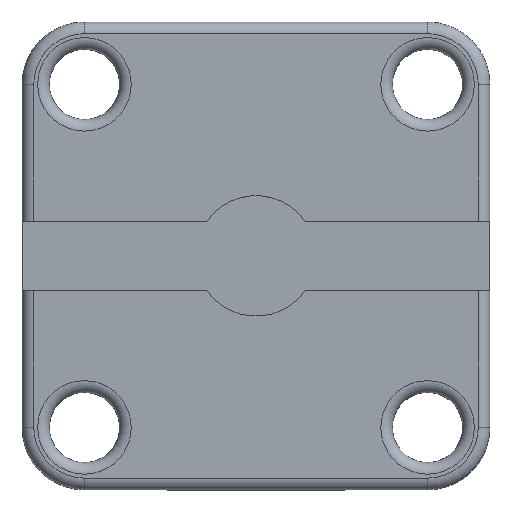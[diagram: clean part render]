
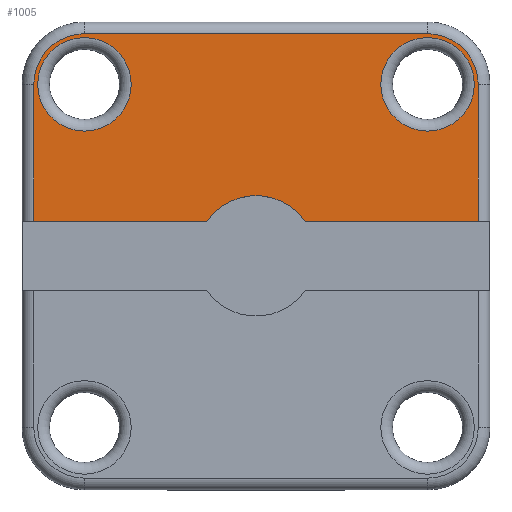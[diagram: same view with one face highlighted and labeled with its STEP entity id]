
A CAD part, top view. The second image highlights one B-rep face of the part: STEP entity #1005.
In plain terms, the highlighted planar face has unit normal (0, 0, 1).
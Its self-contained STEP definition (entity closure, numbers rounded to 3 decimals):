
#31=FACE_BOUND('',#132,.T.);
#32=FACE_BOUND('',#133,.T.);
#74=FACE_OUTER_BOUND('',#131,.T.);
#131=EDGE_LOOP('',(#715,#716,#717,#718,#719,#720,#721,#722));
#132=EDGE_LOOP('',(#723));
#133=EDGE_LOOP('',(#724));
#184=LINE('',#1525,#265);
#185=LINE('',#1531,#266);
#198=LINE('',#1570,#279);
#202=LINE('',#1588,#283);
#203=LINE('',#1592,#284);
#265=VECTOR('',#1195,10.);
#266=VECTOR('',#1200,10.);
#279=VECTOR('',#1241,10.);
#283=VECTOR('',#1259,10.);
#284=VECTOR('',#1262,10.);
#346=CIRCLE('',#1069,2.575);
#358=CIRCLE('',#1089,2.167);
#359=CIRCLE('',#1090,2.167);
#360=CIRCLE('',#1091,2.);
#361=CIRCLE('',#1092,2.);
#413=VERTEX_POINT('',#1519);
#415=VERTEX_POINT('',#1523);
#416=VERTEX_POINT('',#1527);
#418=VERTEX_POINT('',#1530);
#430=VERTEX_POINT('',#1569);
#437=VERTEX_POINT('',#1587);
#438=VERTEX_POINT('',#1589);
#439=VERTEX_POINT('',#1591);
#440=VERTEX_POINT('',#1594);
#441=VERTEX_POINT('',#1596);
#513=EDGE_CURVE('',#413,#415,#184,.T.);
#515=EDGE_CURVE('',#418,#416,#185,.T.);
#518=EDGE_CURVE('',#415,#418,#346,.T.);
#535=EDGE_CURVE('',#413,#430,#198,.T.);
#544=EDGE_CURVE('',#437,#416,#202,.T.);
#545=EDGE_CURVE('',#438,#437,#358,.T.);
#546=EDGE_CURVE('',#439,#438,#203,.T.);
#547=EDGE_CURVE('',#430,#439,#359,.T.);
#548=EDGE_CURVE('',#440,#440,#360,.T.);
#549=EDGE_CURVE('',#441,#441,#361,.T.);
#715=ORIENTED_EDGE('',*,*,#513,.T.);
#716=ORIENTED_EDGE('',*,*,#518,.T.);
#717=ORIENTED_EDGE('',*,*,#515,.T.);
#718=ORIENTED_EDGE('',*,*,#544,.F.);
#719=ORIENTED_EDGE('',*,*,#545,.F.);
#720=ORIENTED_EDGE('',*,*,#546,.F.);
#721=ORIENTED_EDGE('',*,*,#547,.F.);
#722=ORIENTED_EDGE('',*,*,#535,.F.);
#723=ORIENTED_EDGE('',*,*,#548,.F.);
#724=ORIENTED_EDGE('',*,*,#549,.F.);
#981=PLANE('',#1088);
#1005=ADVANCED_FACE('',(#74,#31,#32),#981,.T.);
#1069=AXIS2_PLACEMENT_3D('',#1536,#1205,#1206);
#1088=AXIS2_PLACEMENT_3D('',#1586,#1257,#1258);
#1089=AXIS2_PLACEMENT_3D('',#1590,#1260,#1261);
#1090=AXIS2_PLACEMENT_3D('',#1593,#1263,#1264);
#1091=AXIS2_PLACEMENT_3D('',#1595,#1265,#1266);
#1092=AXIS2_PLACEMENT_3D('',#1597,#1267,#1268);
#1195=DIRECTION('',(1.,0.,0.));
#1200=DIRECTION('',(1.,0.,0.));
#1205=DIRECTION('center_axis',(0.,0.,-1.));
#1206=DIRECTION('ref_axis',(-1.,0.,0.));
#1241=DIRECTION('',(0.,1.,0.));
#1257=DIRECTION('center_axis',(0.,0.,1.));
#1258=DIRECTION('ref_axis',(-1.,0.,0.));
#1259=DIRECTION('',(0.,-1.,0.));
#1260=DIRECTION('center_axis',(0.,0.,-1.));
#1261=DIRECTION('ref_axis',(0.707,0.707,0.));
#1262=DIRECTION('',(1.,0.,0.));
#1263=DIRECTION('center_axis',(0.,0.,-1.));
#1264=DIRECTION('ref_axis',(-0.707,0.707,0.));
#1265=DIRECTION('center_axis',(0.,0.,1.));
#1266=DIRECTION('ref_axis',(-1.,0.,0.));
#1267=DIRECTION('center_axis',(0.,0.,1.));
#1268=DIRECTION('ref_axis',(-1.,0.,0.));
#1519=CARTESIAN_POINT('',(5.5,-13.521,-44.));
#1523=CARTESIAN_POINT('',(12.892,-13.521,-44.));
#1525=CARTESIAN_POINT('',(14.333,-13.521,-44.));
#1527=CARTESIAN_POINT('',(24.5,-13.521,-44.));
#1530=CARTESIAN_POINT('',(17.108,-13.521,-44.));
#1531=CARTESIAN_POINT('',(21.054,-13.521,-44.));
#1536=CARTESIAN_POINT('Origin',(15.,-15.,-44.));
#1569=CARTESIAN_POINT('',(5.5,-7.667,-44.));
#1570=CARTESIAN_POINT('',(5.5,-5.,-44.));
#1586=CARTESIAN_POINT('Origin',(25.,-5.,-44.));
#1587=CARTESIAN_POINT('',(24.5,-7.667,-44.));
#1588=CARTESIAN_POINT('',(24.5,-5.,-44.));
#1589=CARTESIAN_POINT('',(22.333,-5.5,-44.));
#1590=CARTESIAN_POINT('Origin',(22.333,-7.667,-44.));
#1591=CARTESIAN_POINT('',(7.667,-5.5,-44.));
#1592=CARTESIAN_POINT('',(20.,-5.5,-44.));
#1593=CARTESIAN_POINT('Origin',(7.667,-7.667,-44.));
#1594=CARTESIAN_POINT('',(24.333,-7.667,-44.));
#1595=CARTESIAN_POINT('Origin',(22.333,-7.667,-44.));
#1596=CARTESIAN_POINT('',(9.667,-7.667,-44.));
#1597=CARTESIAN_POINT('Origin',(7.667,-7.667,-44.));
